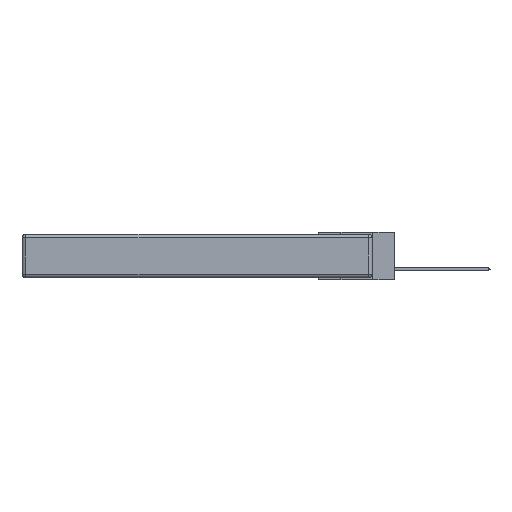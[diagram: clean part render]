
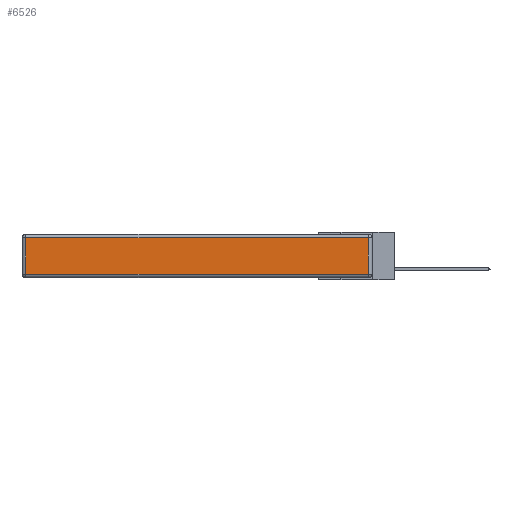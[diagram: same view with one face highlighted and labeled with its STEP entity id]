
A CAD part, left-side view. The second image highlights one B-rep face of the part: STEP entity #6526.
In plain terms, the highlighted planar face has unit normal (-1, 0, 0).
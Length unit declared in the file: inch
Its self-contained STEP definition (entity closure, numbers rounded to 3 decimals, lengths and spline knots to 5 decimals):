
#258 = CARTESIAN_POINT ( 'NONE',  ( 0., 0.03, -0.313 ) ) ;
#1220 = VECTOR ( 'NONE', #7400, 39.37008 ) ;
#1275 = ORIENTED_EDGE ( 'NONE', *, *, #2625, .T. ) ;
#1388 = ORIENTED_EDGE ( 'NONE', *, *, #5024, .T. ) ;
#1398 = EDGE_LOOP ( 'NONE', ( #1275, #1388, #10416, #18591 ) ) ;
#1425 = DIRECTION ( 'NONE',  ( 0., 0., -1. ) ) ;
#2332 = AXIS2_PLACEMENT_3D ( 'NONE', #3925, #14008, #15416 ) ;
#2625 = EDGE_CURVE ( 'NONE', #9132, #3370, #4609, .T. ) ;
#3370 = VERTEX_POINT ( 'NONE', #258 ) ;
#3925 = CARTESIAN_POINT ( 'NONE',  ( 0., 0., -0.343 ) ) ;
#4609 = LINE ( 'NONE', #8932, #1220 ) ;
#5024 = EDGE_CURVE ( 'NONE', #3370, #12133, #6254, .T. ) ;
#5196 = DIRECTION ( 'NONE',  ( 0., 0., 1. ) ) ;
#6254 = LINE ( 'NONE', #10839, #6904 ) ;
#6526 = ADVANCED_FACE ( 'NONE', ( #9135 ), #12555, .T. ) ;
#6904 = VECTOR ( 'NONE', #5196, 39.37008 ) ;
#7400 = DIRECTION ( 'NONE',  ( 0., -1., 0. ) ) ;
#8932 = CARTESIAN_POINT ( 'NONE',  ( 0., 0., -0.313 ) ) ;
#9132 = VERTEX_POINT ( 'NONE', #12588 ) ;
#9135 = FACE_OUTER_BOUND ( 'NONE', #1398, .T. ) ;
#9413 = EDGE_CURVE ( 'NONE', #12133, #13689, #11906, .T. ) ;
#10081 = CARTESIAN_POINT ( 'NONE',  ( 0., 2.72, -0.343 ) ) ;
#10416 = ORIENTED_EDGE ( 'NONE', *, *, #9413, .T. ) ;
#10573 = CARTESIAN_POINT ( 'NONE',  ( 0., 0.03, -0.03 ) ) ;
#10730 = LINE ( 'NONE', #10081, #12958 ) ;
#10839 = CARTESIAN_POINT ( 'NONE',  ( 0., 0.03, -0.343 ) ) ;
#11906 = LINE ( 'NONE', #13471, #14157 ) ;
#12025 = DIRECTION ( 'NONE',  ( 0., 1., 0. ) ) ;
#12133 = VERTEX_POINT ( 'NONE', #10573 ) ;
#12555 = PLANE ( 'NONE',  #2332 ) ;
#12588 = CARTESIAN_POINT ( 'NONE',  ( 0., 2.72, -0.313 ) ) ;
#12812 = EDGE_CURVE ( 'NONE', #13689, #9132, #10730, .T. ) ;
#12958 = VECTOR ( 'NONE', #1425, 39.37008 ) ;
#13471 = CARTESIAN_POINT ( 'NONE',  ( 0., 2.75, -0.03 ) ) ;
#13689 = VERTEX_POINT ( 'NONE', #13937 ) ;
#13937 = CARTESIAN_POINT ( 'NONE',  ( 0., 2.72, -0.03 ) ) ;
#14008 = DIRECTION ( 'NONE',  ( -1., 0., 0. ) ) ;
#14157 = VECTOR ( 'NONE', #12025, 39.37008 ) ;
#15416 = DIRECTION ( 'NONE',  ( 0., 0., 1. ) ) ;
#18591 = ORIENTED_EDGE ( 'NONE', *, *, #12812, .T. ) ;
